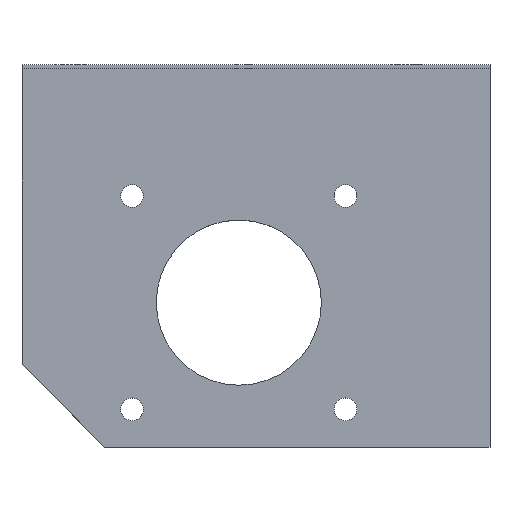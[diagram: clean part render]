
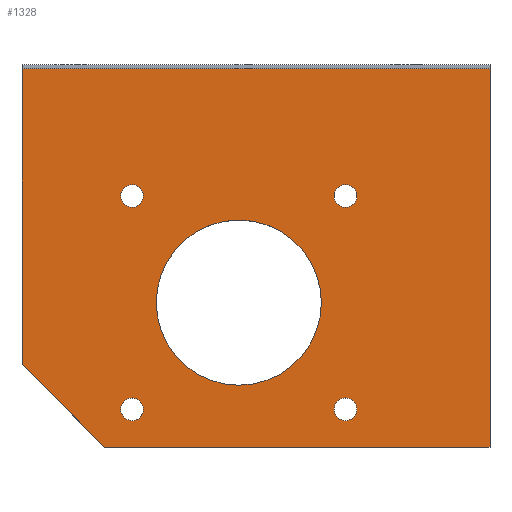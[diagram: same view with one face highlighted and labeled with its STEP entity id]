
A CAD part, top view. The second image highlights one B-rep face of the part: STEP entity #1328.
In plain terms, the highlighted planar face has unit normal (0, 0, 1).
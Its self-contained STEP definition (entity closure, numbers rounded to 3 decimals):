
#15 = DIRECTION ( 'NONE',  ( -1., 0., 0. ) ) ;
#33 = CIRCLE ( 'NONE', #241, 1.65 ) ;
#43 = EDGE_CURVE ( 'NONE', #165, #321, #1031, .T. ) ;
#50 = DIRECTION ( 'NONE',  ( 0., -1., 0. ) ) ;
#66 = VERTEX_POINT ( 'NONE', #1587 ) ;
#71 = FACE_OUTER_BOUND ( 'NONE', #975, .T. ) ;
#78 = EDGE_LOOP ( 'NONE', ( #1039, #646 ) ) ;
#94 = AXIS2_PLACEMENT_3D ( 'NONE', #1434, #690, #1292 ) ;
#103 = CARTESIAN_POINT ( 'NONE',  ( -15.5, -37.5, 60. ) ) ;
#108 = EDGE_LOOP ( 'NONE', ( #206, #1588 ) ) ;
#113 = FACE_BOUND ( 'NONE', #762, .T. ) ;
#118 = CIRCLE ( 'NONE', #1180, 1.65 ) ;
#125 = VERTEX_POINT ( 'NONE', #990 ) ;
#129 = CARTESIAN_POINT ( 'NONE',  ( 15.5, -37.5, 60. ) ) ;
#140 = ORIENTED_EDGE ( 'NONE', *, *, #1346, .T. ) ;
#156 = CIRCLE ( 'NONE', #707, 1.65 ) ;
#165 = VERTEX_POINT ( 'NONE', #615 ) ;
#170 = EDGE_CURVE ( 'NONE', #1204, #66, #118, .T. ) ;
#174 = CIRCLE ( 'NONE', #301, 12. ) ;
#179 = DIRECTION ( 'NONE',  ( 0., 0., -1. ) ) ;
#206 = ORIENTED_EDGE ( 'NONE', *, *, #1152, .T. ) ;
#210 = CARTESIAN_POINT ( 'NONE',  ( 15.5, -39.15, 60. ) ) ;
#241 = AXIS2_PLACEMENT_3D ( 'NONE', #399, #531, #764 ) ;
#251 = AXIS2_PLACEMENT_3D ( 'NONE', #1250, #1503, #396 ) ;
#255 = EDGE_CURVE ( 'NONE', #576, #125, #659, .T. ) ;
#276 = CARTESIAN_POINT ( 'NONE',  ( -31.5, -43., 60. ) ) ;
#285 = EDGE_LOOP ( 'NONE', ( #1411, #1399 ) ) ;
#287 = VERTEX_POINT ( 'NONE', #1375 ) ;
#296 = DIRECTION ( 'NONE',  ( 0., 1., 0. ) ) ;
#301 = AXIS2_PLACEMENT_3D ( 'NONE', #558, #686, #296 ) ;
#311 = VECTOR ( 'NONE', #1002, 1000. ) ;
#312 = DIRECTION ( 'NONE',  ( 0., 0., -1. ) ) ;
#314 = VECTOR ( 'NONE', #366, 1000. ) ;
#321 = VERTEX_POINT ( 'NONE', #900 ) ;
#333 = EDGE_CURVE ( 'NONE', #784, #532, #174, .T. ) ;
#345 = EDGE_CURVE ( 'NONE', #501, #559, #1464, .T. ) ;
#359 = CIRCLE ( 'NONE', #94, 1.65 ) ;
#366 = DIRECTION ( 'NONE',  ( -1., 0., 0. ) ) ;
#373 = CARTESIAN_POINT ( 'NONE',  ( 31.5, -43., 60. ) ) ;
#396 = DIRECTION ( 'NONE',  ( 0., 1., 0. ) ) ;
#399 = CARTESIAN_POINT ( 'NONE',  ( -15.5, -37.5, 60. ) ) ;
#445 = ORIENTED_EDGE ( 'NONE', *, *, #255, .T. ) ;
#466 = ORIENTED_EDGE ( 'NONE', *, *, #1419, .T. ) ;
#467 = CARTESIAN_POINT ( 'NONE',  ( 15.5, -4.85, 60. ) ) ;
#471 = AXIS2_PLACEMENT_3D ( 'NONE', #1412, #312, #1534 ) ;
#480 = EDGE_CURVE ( 'NONE', #559, #501, #156, .T. ) ;
#488 = FACE_BOUND ( 'NONE', #838, .T. ) ;
#501 = VERTEX_POINT ( 'NONE', #467 ) ;
#528 = CIRCLE ( 'NONE', #1203, 1.65 ) ;
#531 = DIRECTION ( 'NONE',  ( 0., 0., -1. ) ) ;
#532 = VERTEX_POINT ( 'NONE', #934 ) ;
#555 = ORIENTED_EDGE ( 'NONE', *, *, #43, .T. ) ;
#558 = CARTESIAN_POINT ( 'NONE',  ( 0., -22., 60. ) ) ;
#559 = VERTEX_POINT ( 'NONE', #1437 ) ;
#560 = CARTESIAN_POINT ( 'NONE',  ( 0., -22., 60. ) ) ;
#576 = VERTEX_POINT ( 'NONE', #1061 ) ;
#590 = DIRECTION ( 'NONE',  ( 0., 0., -1. ) ) ;
#615 = CARTESIAN_POINT ( 'NONE',  ( -15.5, -35.85, 60. ) ) ;
#622 = EDGE_CURVE ( 'NONE', #991, #1097, #1175, .T. ) ;
#627 = DIRECTION ( 'NONE',  ( 0., 1., 0. ) ) ;
#632 = LINE ( 'NONE', #276, #311 ) ;
#646 = ORIENTED_EDGE ( 'NONE', *, *, #333, .T. ) ;
#649 = CARTESIAN_POINT ( 'NONE',  ( 36.5, 12., 60. ) ) ;
#651 = VECTOR ( 'NONE', #50, 1000. ) ;
#658 = DIRECTION ( 'NONE',  ( 0., 0., -1. ) ) ;
#659 = CIRCLE ( 'NONE', #251, 1.65 ) ;
#686 = DIRECTION ( 'NONE',  ( 0., 0., -1. ) ) ;
#690 = DIRECTION ( 'NONE',  ( 0., 0., -1. ) ) ;
#707 = AXIS2_PLACEMENT_3D ( 'NONE', #1556, #1083, #1193 ) ;
#712 = VECTOR ( 'NONE', #1518, 1000. ) ;
#716 = ORIENTED_EDGE ( 'NONE', *, *, #1093, .T. ) ;
#720 = DIRECTION ( 'NONE',  ( 0., 0., -1. ) ) ;
#726 = PLANE ( 'NONE',  #1448 ) ;
#730 = FACE_BOUND ( 'NONE', #108, .T. ) ;
#762 = EDGE_LOOP ( 'NONE', ( #555, #140 ) ) ;
#764 = DIRECTION ( 'NONE',  ( 0., 1., 0. ) ) ;
#784 = VERTEX_POINT ( 'NONE', #1227 ) ;
#794 = VERTEX_POINT ( 'NONE', #1476 ) ;
#838 = EDGE_LOOP ( 'NONE', ( #445, #1182 ) ) ;
#839 = DIRECTION ( 'NONE',  ( 0., 1., 0. ) ) ;
#886 = FACE_BOUND ( 'NONE', #285, .T. ) ;
#893 = CARTESIAN_POINT ( 'NONE',  ( 31.5, 12., 60. ) ) ;
#900 = CARTESIAN_POINT ( 'NONE',  ( -15.5, -39.15, 60. ) ) ;
#909 = DIRECTION ( 'NONE',  ( 0., 1., 0. ) ) ;
#914 = DIRECTION ( 'NONE',  ( 0., 1., 0. ) ) ;
#918 = VERTEX_POINT ( 'NONE', #1266 ) ;
#934 = CARTESIAN_POINT ( 'NONE',  ( 0., -10., 60. ) ) ;
#956 = ORIENTED_EDGE ( 'NONE', *, *, #1485, .F. ) ;
#975 = EDGE_LOOP ( 'NONE', ( #466, #716, #1470, #956, #1376 ) ) ;
#990 = CARTESIAN_POINT ( 'NONE',  ( -15.5, -8.15, 60. ) ) ;
#991 = VERTEX_POINT ( 'NONE', #1280 ) ;
#997 = DIRECTION ( 'NONE',  ( 0., 0., -1. ) ) ;
#1000 = EDGE_CURVE ( 'NONE', #125, #576, #528, .T. ) ;
#1002 = DIRECTION ( 'NONE',  ( 0., -1., 0. ) ) ;
#1003 = FACE_BOUND ( 'NONE', #78, .T. ) ;
#1007 = CIRCLE ( 'NONE', #1552, 12. ) ;
#1031 = CIRCLE ( 'NONE', #1402, 1.65 ) ;
#1039 = ORIENTED_EDGE ( 'NONE', *, *, #1064, .T. ) ;
#1061 = CARTESIAN_POINT ( 'NONE',  ( -15.5, -4.85, 60. ) ) ;
#1064 = EDGE_CURVE ( 'NONE', #532, #784, #1007, .T. ) ;
#1075 = CARTESIAN_POINT ( 'NONE',  ( -19.5, -43., 60. ) ) ;
#1083 = DIRECTION ( 'NONE',  ( 0., 0., -1. ) ) ;
#1093 = EDGE_CURVE ( 'NONE', #287, #1097, #1370, .T. ) ;
#1097 = VERTEX_POINT ( 'NONE', #1075 ) ;
#1135 = VECTOR ( 'NONE', #15, 1000. ) ;
#1152 = EDGE_CURVE ( 'NONE', #66, #1204, #359, .T. ) ;
#1175 = LINE ( 'NONE', #373, #314 ) ;
#1180 = AXIS2_PLACEMENT_3D ( 'NONE', #129, #997, #627 ) ;
#1182 = ORIENTED_EDGE ( 'NONE', *, *, #1000, .T. ) ;
#1193 = DIRECTION ( 'NONE',  ( 0., 1., 0. ) ) ;
#1201 = DIRECTION ( 'NONE',  ( -1., 0., 0. ) ) ;
#1203 = AXIS2_PLACEMENT_3D ( 'NONE', #1404, #179, #914 ) ;
#1204 = VERTEX_POINT ( 'NONE', #210 ) ;
#1227 = CARTESIAN_POINT ( 'NONE',  ( 0., -34., 60. ) ) ;
#1250 = CARTESIAN_POINT ( 'NONE',  ( -15.5, -6.5, 60. ) ) ;
#1265 = CARTESIAN_POINT ( 'NONE',  ( -19.5, -43., 60. ) ) ;
#1266 = CARTESIAN_POINT ( 'NONE',  ( -31.5, 12., 60. ) ) ;
#1280 = CARTESIAN_POINT ( 'NONE',  ( 36.5, -43., 60. ) ) ;
#1292 = DIRECTION ( 'NONE',  ( 0., 1., 0. ) ) ;
#1328 = ADVANCED_FACE ( 'NONE', ( #488, #113, #730, #886, #1003, #71 ), #726, .F. ) ;
#1346 = EDGE_CURVE ( 'NONE', #321, #165, #33, .T. ) ;
#1370 = LINE ( 'NONE', #1265, #712 ) ;
#1375 = CARTESIAN_POINT ( 'NONE',  ( -31.5, -31., 60. ) ) ;
#1376 = ORIENTED_EDGE ( 'NONE', *, *, #1439, .T. ) ;
#1399 = ORIENTED_EDGE ( 'NONE', *, *, #480, .T. ) ;
#1402 = AXIS2_PLACEMENT_3D ( 'NONE', #103, #590, #839 ) ;
#1404 = CARTESIAN_POINT ( 'NONE',  ( -15.5, -6.5, 60. ) ) ;
#1411 = ORIENTED_EDGE ( 'NONE', *, *, #345, .T. ) ;
#1412 = CARTESIAN_POINT ( 'NONE',  ( 15.5, -6.5, 60. ) ) ;
#1419 = EDGE_CURVE ( 'NONE', #918, #287, #632, .T. ) ;
#1434 = CARTESIAN_POINT ( 'NONE',  ( 15.5, -37.5, 60. ) ) ;
#1437 = CARTESIAN_POINT ( 'NONE',  ( 15.5, -8.15, 60. ) ) ;
#1439 = EDGE_CURVE ( 'NONE', #794, #918, #1555, .T. ) ;
#1448 = AXIS2_PLACEMENT_3D ( 'NONE', #1455, #720, #1201 ) ;
#1455 = CARTESIAN_POINT ( 'NONE',  ( 31.5, -43., 60. ) ) ;
#1464 = CIRCLE ( 'NONE', #471, 1.65 ) ;
#1470 = ORIENTED_EDGE ( 'NONE', *, *, #622, .F. ) ;
#1476 = CARTESIAN_POINT ( 'NONE',  ( 36.5, 12., 60. ) ) ;
#1485 = EDGE_CURVE ( 'NONE', #794, #991, #1516, .T. ) ;
#1503 = DIRECTION ( 'NONE',  ( 0., 0., -1. ) ) ;
#1516 = LINE ( 'NONE', #649, #651 ) ;
#1518 = DIRECTION ( 'NONE',  ( 0.707, -0.707, 0. ) ) ;
#1534 = DIRECTION ( 'NONE',  ( 0., 1., 0. ) ) ;
#1552 = AXIS2_PLACEMENT_3D ( 'NONE', #560, #658, #909 ) ;
#1555 = LINE ( 'NONE', #893, #1135 ) ;
#1556 = CARTESIAN_POINT ( 'NONE',  ( 15.5, -6.5, 60. ) ) ;
#1587 = CARTESIAN_POINT ( 'NONE',  ( 15.5, -35.85, 60. ) ) ;
#1588 = ORIENTED_EDGE ( 'NONE', *, *, #170, .T. ) ;
